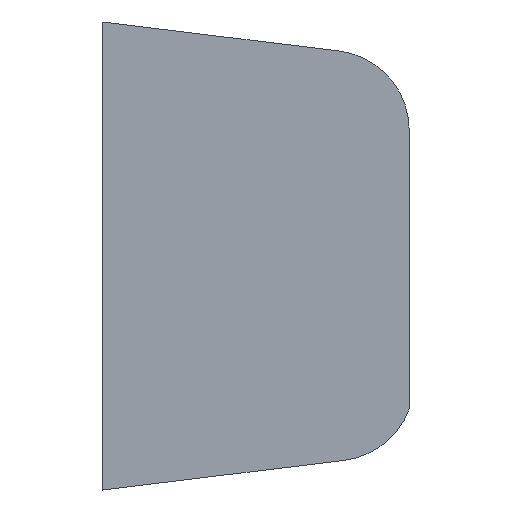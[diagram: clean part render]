
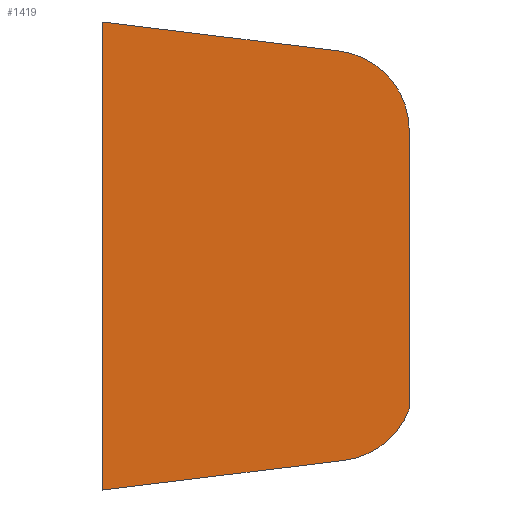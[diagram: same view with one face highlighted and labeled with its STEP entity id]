
A CAD part, left-side view. The second image highlights one B-rep face of the part: STEP entity #1419.
In plain terms, the highlighted planar face has unit normal (-1, 0, 0).
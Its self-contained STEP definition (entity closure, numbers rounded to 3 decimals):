
#20 = EDGE_CURVE ( 'NONE', #713, #587, #1211, .T. ) ;
#62 = CARTESIAN_POINT ( 'NONE',  ( -88., 10.9, 23.635 ) ) ;
#144 = LINE ( 'NONE', #1205, #1530 ) ;
#174 = ORIENTED_EDGE ( 'NONE', *, *, #1028, .T. ) ;
#205 = ORIENTED_EDGE ( 'NONE', *, *, #1667, .T. ) ;
#293 = DIRECTION ( 'NONE',  ( 0., -0.993, 0.122 ) ) ;
#320 = DIRECTION ( 'NONE',  ( -1., 0., 0. ) ) ;
#400 = CARTESIAN_POINT ( 'NONE',  ( -88., 53.5, -43.978 ) ) ;
#436 = DIRECTION ( 'NONE',  ( 0., 0., 1. ) ) ;
#438 = VERTEX_POINT ( 'NONE', #400 ) ;
#454 = ORIENTED_EDGE ( 'NONE', *, *, #1175, .T. ) ;
#466 = CARTESIAN_POINT ( 'NONE',  ( -88., 10.9, 23.635 ) ) ;
#484 = AXIS2_PLACEMENT_3D ( 'NONE', #62, #320, #1486 ) ;
#548 = EDGE_CURVE ( 'NONE', #438, #644, #564, .T. ) ;
#564 = LINE ( 'NONE', #1077, #1306 ) ;
#587 = VERTEX_POINT ( 'NONE', #664 ) ;
#600 = VERTEX_POINT ( 'NONE', #1690 ) ;
#629 = DIRECTION ( 'NONE',  ( 0., 0., 1. ) ) ;
#641 = DIRECTION ( 'NONE',  ( -1., 0., 0. ) ) ;
#644 = VERTEX_POINT ( 'NONE', #821 ) ;
#664 = CARTESIAN_POINT ( 'NONE',  ( -88., 9.072, 38.523 ) ) ;
#713 = VERTEX_POINT ( 'NONE', #844 ) ;
#721 = DIRECTION ( 'NONE',  ( -1., 0., 0. ) ) ;
#774 = CARTESIAN_POINT ( 'NONE',  ( -88., -4.1, -28.75 ) ) ;
#796 = DIRECTION ( 'NONE',  ( 0., 0.993, 0.122 ) ) ;
#821 = CARTESIAN_POINT ( 'NONE',  ( -88., 8.13, -38.407 ) ) ;
#840 = DIRECTION ( 'NONE',  ( 0., 0., -1. ) ) ;
#844 = CARTESIAN_POINT ( 'NONE',  ( -88., -4.1, 23.635 ) ) ;
#883 = VERTEX_POINT ( 'NONE', #774 ) ;
#951 = CARTESIAN_POINT ( 'NONE',  ( -88., -4.1, 25.557 ) ) ;
#952 = LINE ( 'NONE', #1056, #1647 ) ;
#992 = PLANE ( 'NONE',  #1089 ) ;
#1028 = EDGE_CURVE ( 'NONE', #883, #713, #1229, .T. ) ;
#1056 = CARTESIAN_POINT ( 'NONE',  ( -88., 53.5, 25.557 ) ) ;
#1077 = CARTESIAN_POINT ( 'NONE',  ( -88., 2.235, -37.684 ) ) ;
#1089 = AXIS2_PLACEMENT_3D ( 'NONE', #466, #721, #1379 ) ;
#1151 = ORIENTED_EDGE ( 'NONE', *, *, #548, .T. ) ;
#1165 = AXIS2_PLACEMENT_3D ( 'NONE', #1276, #641, #629 ) ;
#1175 = EDGE_CURVE ( 'NONE', #644, #883, #1421, .T. ) ;
#1205 = CARTESIAN_POINT ( 'NONE',  ( -88., 8.418, 38.443 ) ) ;
#1211 = CIRCLE ( 'NONE', #484, 15. ) ;
#1229 = LINE ( 'NONE', #951, #1661 ) ;
#1276 = CARTESIAN_POINT ( 'NONE',  ( -88., 9.958, -23.519 ) ) ;
#1306 = VECTOR ( 'NONE', #293, 1000. ) ;
#1328 = EDGE_CURVE ( 'NONE', #587, #600, #144, .T. ) ;
#1331 = EDGE_LOOP ( 'NONE', ( #174, #1608, #1479, #205, #1151, #454 ) ) ;
#1379 = DIRECTION ( 'NONE',  ( 0., 0., 1. ) ) ;
#1419 = ADVANCED_FACE ( 'NONE', ( #1491 ), #992, .T. ) ;
#1421 = CIRCLE ( 'NONE', #1165, 15. ) ;
#1479 = ORIENTED_EDGE ( 'NONE', *, *, #1328, .T. ) ;
#1486 = DIRECTION ( 'NONE',  ( 0., 0., 1. ) ) ;
#1491 = FACE_OUTER_BOUND ( 'NONE', #1331, .T. ) ;
#1530 = VECTOR ( 'NONE', #796, 1000. ) ;
#1608 = ORIENTED_EDGE ( 'NONE', *, *, #20, .T. ) ;
#1647 = VECTOR ( 'NONE', #840, 1000. ) ;
#1661 = VECTOR ( 'NONE', #436, 1000. ) ;
#1667 = EDGE_CURVE ( 'NONE', #600, #438, #952, .T. ) ;
#1690 = CARTESIAN_POINT ( 'NONE',  ( -88., 53.5, 43.978 ) ) ;
